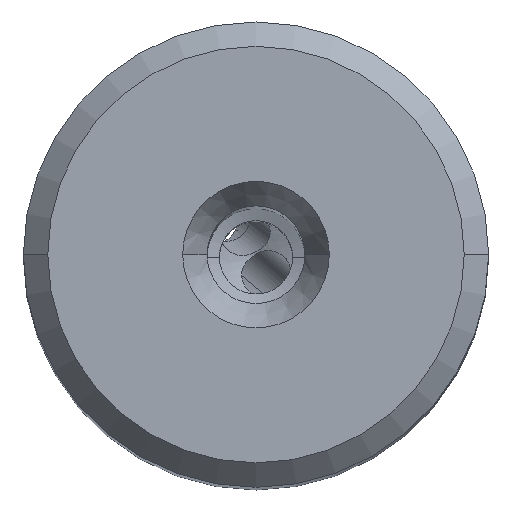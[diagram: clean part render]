
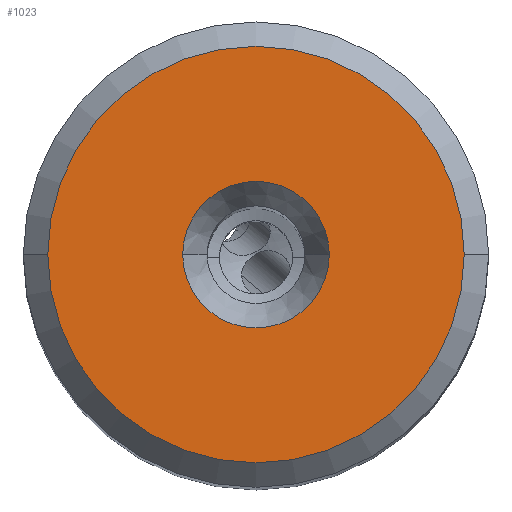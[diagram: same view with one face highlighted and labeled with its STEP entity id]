
A CAD part, top view. The second image highlights one B-rep face of the part: STEP entity #1023.
In plain terms, the highlighted planar face has unit normal (0, 0, 1).
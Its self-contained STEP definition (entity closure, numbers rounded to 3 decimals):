
#1023=ADVANCED_FACE('',(#1305,#1306),#1247,.T.);
#1247=PLANE('',#4301);
#1305=FACE_BOUND('',#1319,.T.);
#1306=FACE_BOUND('',#1320,.T.);
#1319=EDGE_LOOP('',(#1550,#1551,#1552,#1553));
#1320=EDGE_LOOP('',(#1554,#1555));
#1550=ORIENTED_EDGE('',*,*,#3284,.T.);
#1551=ORIENTED_EDGE('',*,*,#3285,.T.);
#1552=ORIENTED_EDGE('',*,*,#3286,.T.);
#1553=ORIENTED_EDGE('',*,*,#3287,.T.);
#1554=ORIENTED_EDGE('',*,*,#3288,.T.);
#1555=ORIENTED_EDGE('',*,*,#3289,.T.);
#2852=VERTEX_POINT('',#6043);
#2853=VERTEX_POINT('',#6044);
#2854=VERTEX_POINT('',#6046);
#2855=VERTEX_POINT('',#6048);
#2856=VERTEX_POINT('',#6051);
#2857=VERTEX_POINT('',#6052);
#3284=EDGE_CURVE('',#2852,#2853,#3935,.T.);
#3285=EDGE_CURVE('',#2853,#2854,#3936,.T.);
#3286=EDGE_CURVE('',#2854,#2855,#3937,.T.);
#3287=EDGE_CURVE('',#2855,#2852,#3938,.T.);
#3288=EDGE_CURVE('',#2856,#2857,#3939,.T.);
#3289=EDGE_CURVE('',#2857,#2856,#3940,.T.);
#3935=CIRCLE('',#4295,8.525);
#3936=CIRCLE('',#4296,8.525);
#3937=CIRCLE('',#4297,8.525);
#3938=CIRCLE('',#4298,8.525);
#3939=CIRCLE('',#4299,3.);
#3940=CIRCLE('',#4300,3.);
#4295=AXIS2_PLACEMENT_3D('',#6042,#4822,#4823);
#4296=AXIS2_PLACEMENT_3D('',#6045,#4824,#4825);
#4297=AXIS2_PLACEMENT_3D('',#6047,#4826,#4827);
#4298=AXIS2_PLACEMENT_3D('',#6049,#4828,#4829);
#4299=AXIS2_PLACEMENT_3D('',#6050,#4830,#4831);
#4300=AXIS2_PLACEMENT_3D('',#6053,#4832,#4833);
#4301=AXIS2_PLACEMENT_3D('',#6054,#4834,#4835);
#4822=DIRECTION('',(0.,0.,1.));
#4823=DIRECTION('',(0.,1.,0.));
#4824=DIRECTION('',(0.,0.,1.));
#4825=DIRECTION('',(-1.,0.,0.));
#4826=DIRECTION('',(0.,0.,1.));
#4827=DIRECTION('',(0.,-1.,0.));
#4828=DIRECTION('',(0.,0.,1.));
#4829=DIRECTION('',(1.,0.,0.));
#4830=DIRECTION('',(0.,0.,-1.));
#4831=DIRECTION('',(1.,0.,0.));
#4832=DIRECTION('',(0.,0.,-1.));
#4833=DIRECTION('',(-1.,0.,0.));
#4834=DIRECTION('',(0.,0.,1.));
#4835=DIRECTION('',(1.,0.,0.));
#6042=CARTESIAN_POINT('',(0.,0.,0.));
#6043=CARTESIAN_POINT('',(0.,8.525,0.));
#6044=CARTESIAN_POINT('',(-8.525,0.,0.));
#6045=CARTESIAN_POINT('',(0.,0.,0.));
#6046=CARTESIAN_POINT('',(0.,-8.525,0.));
#6047=CARTESIAN_POINT('',(0.,0.,0.));
#6048=CARTESIAN_POINT('',(8.525,0.,0.));
#6049=CARTESIAN_POINT('',(0.,0.,0.));
#6050=CARTESIAN_POINT('',(0.,0.,0.));
#6051=CARTESIAN_POINT('',(3.,0.,0.));
#6052=CARTESIAN_POINT('',(-3.,0.,0.));
#6053=CARTESIAN_POINT('',(0.,0.,0.));
#6054=CARTESIAN_POINT('',(0.,0.001,0.));
